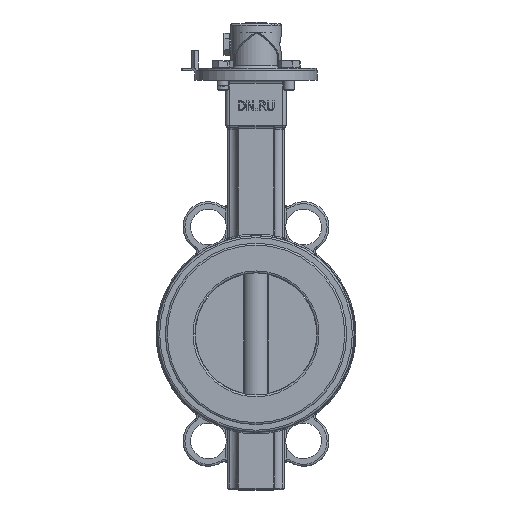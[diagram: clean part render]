
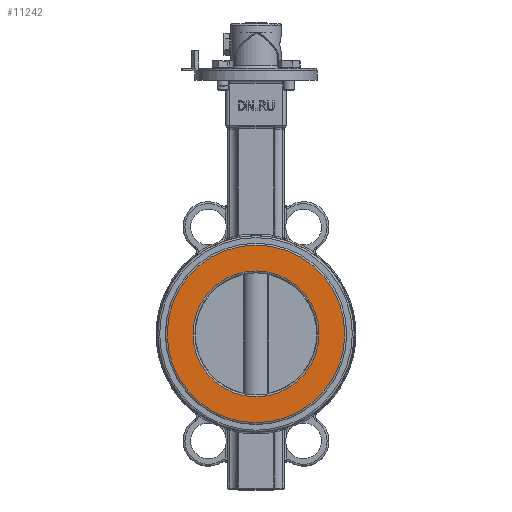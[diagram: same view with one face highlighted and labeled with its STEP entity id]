
A CAD part, top view. The second image highlights one B-rep face of the part: STEP entity #11242.
In plain terms, the highlighted planar face has unit normal (0, 0, 1).
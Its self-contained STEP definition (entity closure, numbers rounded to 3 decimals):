
#149=FACE_BOUND('',#3283,.T.);
#248=PLANE('',#12274);
#2634=FACE_OUTER_BOUND('',#3282,.T.);
#3282=EDGE_LOOP('',(#7892));
#3283=EDGE_LOOP('',(#7893));
#4039=CIRCLE('',#12272,33.5);
#4041=CIRCLE('',#12275,47.25);
#4733=VERTEX_POINT('',#19270);
#4734=VERTEX_POINT('',#19274);
#5927=EDGE_CURVE('',#4733,#4733,#4039,.T.);
#5929=EDGE_CURVE('',#4734,#4734,#4041,.T.);
#7892=ORIENTED_EDGE('',*,*,#5929,.F.);
#7893=ORIENTED_EDGE('',*,*,#5927,.F.);
#11242=ADVANCED_FACE('',(#2634,#149),#248,.T.);
#12272=AXIS2_PLACEMENT_3D('',#19271,#13995,#13996);
#12274=AXIS2_PLACEMENT_3D('',#19273,#13999,#14000);
#12275=AXIS2_PLACEMENT_3D('',#19275,#14001,#14002);
#13995=DIRECTION('center_axis',(0.,0.,1.));
#13996=DIRECTION('ref_axis',(-1.,0.,0.));
#13999=DIRECTION('center_axis',(0.,0.,1.));
#14000=DIRECTION('ref_axis',(1.,0.,0.));
#14001=DIRECTION('center_axis',(0.,0.,-1.));
#14002=DIRECTION('ref_axis',(-1.,0.,0.));
#19270=CARTESIAN_POINT('',(33.5,0.,25.));
#19271=CARTESIAN_POINT('Origin',(0.,0.,25.));
#19273=CARTESIAN_POINT('Origin',(0.,0.,25.));
#19274=CARTESIAN_POINT('',(-47.25,0.,25.));
#19275=CARTESIAN_POINT('Origin',(0.,0.,25.));
